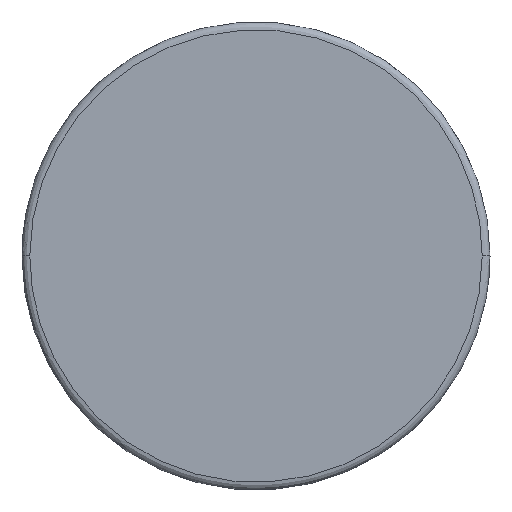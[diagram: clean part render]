
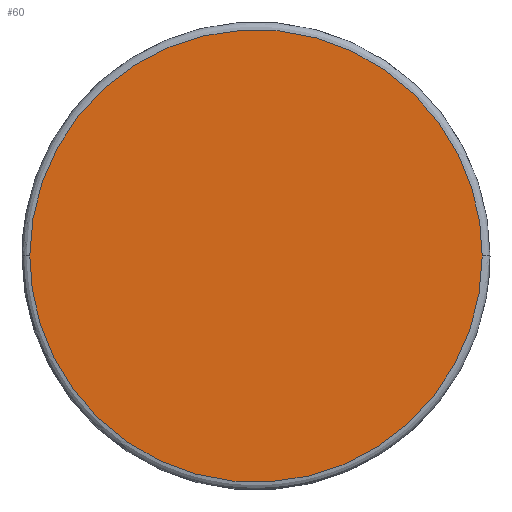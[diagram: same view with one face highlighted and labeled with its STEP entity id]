
A CAD part, top view. The second image highlights one B-rep face of the part: STEP entity #60.
In plain terms, the highlighted free-form (B-spline) face has degree [1, 1] with [2, 2] control points.
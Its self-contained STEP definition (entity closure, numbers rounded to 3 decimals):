
#60=ADVANCED_FACE($,(#102),#513,.T.);
#102=FACE_OUTER_BOUND($,#144,.T.);
#144=EDGE_LOOP($,(#306,#307));
#306=ORIENTED_EDGE($,*,*,#410,.F.);
#307=ORIENTED_EDGE($,*,*,#404,.F.);
#404=EDGE_CURVE($,#466,#470,#535,.T.);
#410=EDGE_CURVE($,#470,#466,#541,.T.);
#466=VERTEX_POINT($,#2755);
#470=VERTEX_POINT($,#2759);
#513=B_SPLINE_SURFACE_WITH_KNOTS($,1,1,((#2327,#2328),(#2329,#2330)),.UNSPECIFIED.,
.F.,.F.,.F.,(2,2),(2,2),(-595.8,-4.2),(-295.8,
295.8),.UNSPECIFIED.);
#535=(
BOUNDED_CURVE()
B_SPLINE_CURVE(3,(#2105,#2106,#2107,#2108,#2109,#2110,#2111,#2112,#2113,
#2114,#2115,#2116,#2117,#2118,#2119,#2120,#2121,#2122,#2123,#2124,#2125,
#2126,#2127,#2128,#2129,#2130,#2131,#2132,#2133,#2134,#2135,#2136,#2137,
#2138,#2139),.UNSPECIFIED.,.F.,.F.)
B_SPLINE_CURVE_WITH_KNOTS((4,1,1,1,1,1,1,1,1,1,1,1,1,1,1,1,1,1,1,1,1,1,1,
1,1,1,1,1,1,1,1,1,4),(0.,25.678,52.637,80.399,
108.868,137.93,167.454,197.294,226.827,
256.365,286.22,315.767,344.862,373.372,
401.181,428.192,455.531,481.209,508.168,
535.93,564.399,593.461,622.984,652.825,
682.358,711.896,741.751,771.298,800.393,
828.903,856.712,883.723,911.061),.UNSPECIFIED.)
CURVE()
GEOMETRIC_REPRESENTATION_ITEM()
RATIONAL_B_SPLINE_CURVE((1.,1.,1.,1.,1.,1.,1.,1.,1.,1.,1.,1.,1.,1.,1.,1.,
1.,1.,1.,1.,1.,1.,1.,1.,1.,1.,1.,1.,1.,1.,1.,1.,1.,1.,1.))
REPRESENTATION_ITEM($)
);
#541=(
BOUNDED_CURVE()
B_SPLINE_CURVE(3,(#2219,#2220,#2221,#2222,#2223,#2224,#2225,#2226,#2227,
#2228,#2229,#2230,#2231,#2232,#2233,#2234,#2235,#2236,#2237,#2238,#2239,
#2240,#2241,#2242,#2243,#2244,#2245,#2246,#2247,#2248,#2249,#2250,#2251,
#2252,#2253),.UNSPECIFIED.,.F.,.F.)
B_SPLINE_CURVE_WITH_KNOTS((4,1,1,1,1,1,1,1,1,1,1,1,1,1,1,1,1,1,1,1,1,1,1,
1,1,1,1,1,1,1,1,1,4),(911.061,936.74,963.699,
991.461,1019.93,1048.992,1078.515,1108.355,
1137.888,1167.426,1197.281,1226.829,1255.924,
1284.433,1312.243,1339.254,1366.592,1392.271,
1419.229,1446.991,1475.461,1504.522,1534.046,
1563.886,1593.419,1622.957,1652.812,1682.36,
1711.454,1739.964,1767.773,1794.785,1822.123),
.UNSPECIFIED.)
CURVE()
GEOMETRIC_REPRESENTATION_ITEM()
RATIONAL_B_SPLINE_CURVE((1.,1.,1.,1.,1.,1.,1.,1.,1.,1.,1.,1.,1.,1.,1.,1.,
1.,1.,1.,1.,1.,1.,1.,1.,1.,1.,1.,1.,1.,1.,1.,1.,1.,1.,1.))
REPRESENTATION_ITEM($)
);
#2105=CARTESIAN_POINT($,(83894.477,21908.028,0.));
#2106=CARTESIAN_POINT($,(83894.477,21899.469,0.));
#2107=CARTESIAN_POINT($,(83893.699,21881.923,0.));
#2108=CARTESIAN_POINT($,(83890.088,21855.339,0.));
#2109=CARTESIAN_POINT($,(83883.776,21828.304,0.));
#2110=CARTESIAN_POINT($,(83874.651,21801.341,0.));
#2111=CARTESIAN_POINT($,(83862.657,21774.877,0.));
#2112=CARTESIAN_POINT($,(83847.826,21749.361,0.));
#2113=CARTESIAN_POINT($,(83830.372,21725.366,0.));
#2114=CARTESIAN_POINT($,(83810.555,21703.277,0.));
#2115=CARTESIAN_POINT($,(83788.591,21683.314,0.));
#2116=CARTESIAN_POINT($,(83764.697,21665.698,0.));
#2117=CARTESIAN_POINT($,(83739.255,21650.692,0.));
#2118=CARTESIAN_POINT($,(83712.837,21638.52,0.));
#2119=CARTESIAN_POINT($,(83685.892,21629.216,0.));
#2120=CARTESIAN_POINT($,(83658.85,21622.731,0.));
#2121=CARTESIAN_POINT($,(83631.706,21618.883,0.));
#2122=CARTESIAN_POINT($,(83605.03,21617.625,0.));
#2123=CARTESIAN_POINT($,(83578.371,21618.806,0.));
#2124=CARTESIAN_POINT($,(83551.787,21622.417,0.));
#2125=CARTESIAN_POINT($,(83524.752,21628.729,0.));
#2126=CARTESIAN_POINT($,(83497.789,21637.854,0.));
#2127=CARTESIAN_POINT($,(83471.325,21649.848,0.));
#2128=CARTESIAN_POINT($,(83445.809,21664.679,0.));
#2129=CARTESIAN_POINT($,(83421.814,21682.133,0.));
#2130=CARTESIAN_POINT($,(83399.725,21701.95,0.));
#2131=CARTESIAN_POINT($,(83379.762,21723.914,0.));
#2132=CARTESIAN_POINT($,(83362.146,21747.808,0.));
#2133=CARTESIAN_POINT($,(83347.14,21773.25,0.));
#2134=CARTESIAN_POINT($,(83334.968,21799.668,0.));
#2135=CARTESIAN_POINT($,(83325.664,21826.612,0.));
#2136=CARTESIAN_POINT($,(83319.18,21853.654,0.));
#2137=CARTESIAN_POINT($,(83315.331,21880.799,0.));
#2138=CARTESIAN_POINT($,(83314.477,21898.916,0.));
#2139=CARTESIAN_POINT($,(83314.476,21908.028,0.));
#2219=CARTESIAN_POINT($,(83314.476,21908.028,0.));
#2220=CARTESIAN_POINT($,(83314.476,21916.588,0.));
#2221=CARTESIAN_POINT($,(83315.254,21934.134,0.));
#2222=CARTESIAN_POINT($,(83318.865,21960.718,0.));
#2223=CARTESIAN_POINT($,(83325.177,21987.753,0.));
#2224=CARTESIAN_POINT($,(83334.302,22014.716,0.));
#2225=CARTESIAN_POINT($,(83346.296,22041.179,0.));
#2226=CARTESIAN_POINT($,(83361.127,22066.696,0.));
#2227=CARTESIAN_POINT($,(83378.581,22090.691,0.));
#2228=CARTESIAN_POINT($,(83398.398,22112.779,0.));
#2229=CARTESIAN_POINT($,(83420.362,22132.742,0.));
#2230=CARTESIAN_POINT($,(83444.256,22150.359,0.));
#2231=CARTESIAN_POINT($,(83469.698,22165.364,0.));
#2232=CARTESIAN_POINT($,(83496.116,22177.537,0.));
#2233=CARTESIAN_POINT($,(83523.061,22186.84,0.));
#2234=CARTESIAN_POINT($,(83550.103,22193.325,0.));
#2235=CARTESIAN_POINT($,(83577.247,22197.174,0.));
#2236=CARTESIAN_POINT($,(83603.923,22198.432,0.));
#2237=CARTESIAN_POINT($,(83630.582,22197.251,0.));
#2238=CARTESIAN_POINT($,(83657.166,22193.639,0.));
#2239=CARTESIAN_POINT($,(83684.201,22187.327,0.));
#2240=CARTESIAN_POINT($,(83711.164,22178.203,0.));
#2241=CARTESIAN_POINT($,(83737.628,22166.209,0.));
#2242=CARTESIAN_POINT($,(83763.144,22151.378,0.));
#2243=CARTESIAN_POINT($,(83787.139,22133.924,0.));
#2244=CARTESIAN_POINT($,(83809.228,22114.107,0.));
#2245=CARTESIAN_POINT($,(83829.191,22092.143,0.));
#2246=CARTESIAN_POINT($,(83846.807,22068.249,0.));
#2247=CARTESIAN_POINT($,(83861.813,22042.807,0.));
#2248=CARTESIAN_POINT($,(83873.985,22016.389,0.));
#2249=CARTESIAN_POINT($,(83883.289,21989.444,0.));
#2250=CARTESIAN_POINT($,(83889.773,21962.402,0.));
#2251=CARTESIAN_POINT($,(83893.622,21935.258,0.));
#2252=CARTESIAN_POINT($,(83894.477,21917.141,0.));
#2253=CARTESIAN_POINT($,(83894.477,21908.028,0.));
#2327=CARTESIAN_POINT($,(83308.676,21612.228,0.));
#2328=CARTESIAN_POINT($,(83308.676,22203.828,0.));
#2329=CARTESIAN_POINT($,(83900.277,21612.228,0.));
#2330=CARTESIAN_POINT($,(83900.277,22203.828,0.));
#2755=CARTESIAN_POINT($,(83894.477,21908.028,0.));
#2759=CARTESIAN_POINT($,(83314.476,21908.028,0.));
